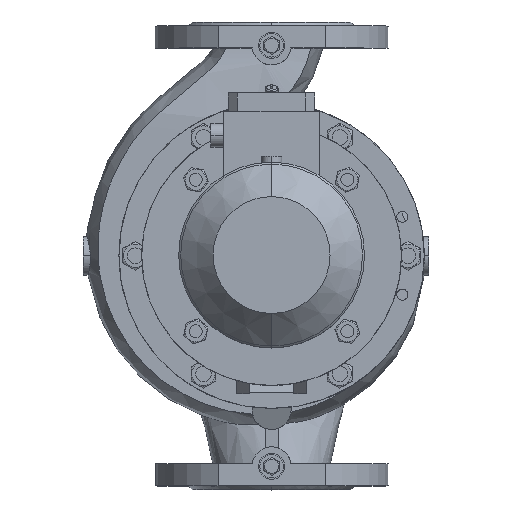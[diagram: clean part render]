
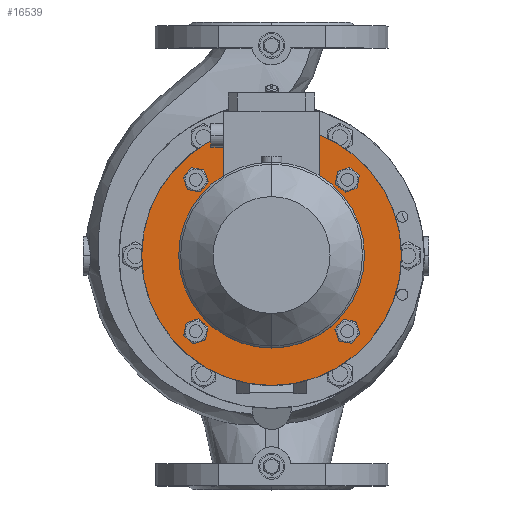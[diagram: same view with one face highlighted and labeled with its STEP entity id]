
A CAD part, top view. The second image highlights one B-rep face of the part: STEP entity #16539.
In plain terms, the highlighted planar face has unit normal (0, 0, 1).
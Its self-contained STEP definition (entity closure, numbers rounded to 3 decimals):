
#660 = AXIS2_PLACEMENT_3D ( 'NONE', #29980, #19349, #6386 ) ;
#893 = CARTESIAN_POINT ( 'NONE',  ( 0., -100., 170. ) ) ;
#1348 = CARTESIAN_POINT ( 'NONE',  ( 58.336, -58.336, 170. ) ) ;
#1882 = EDGE_LOOP ( 'NONE', ( #8463, #31340 ) ) ;
#2536 = AXIS2_PLACEMENT_3D ( 'NONE', #3095, #29346, #18696 ) ;
#2581 = CARTESIAN_POINT ( 'NONE',  ( 56.934, 50.384, 170. ) ) ;
#2631 = DIRECTION ( 'NONE',  ( 0., 0., -1. ) ) ;
#3095 = CARTESIAN_POINT ( 'NONE',  ( 58.336, -58.336, 170. ) ) ;
#3823 = ORIENTED_EDGE ( 'NONE', *, *, #22886, .T. ) ;
#4946 = FACE_OUTER_BOUND ( 'NONE', #29621, .T. ) ;
#5243 = CIRCLE ( 'NONE', #12712, 8.075 ) ;
#5273 = CIRCLE ( 'NONE', #2536, 8.075 ) ;
#5410 = DIRECTION ( 'NONE',  ( 0., 0., -1. ) ) ;
#5468 = ORIENTED_EDGE ( 'NONE', *, *, #25948, .T. ) ;
#5658 = CARTESIAN_POINT ( 'NONE',  ( 58.336, 58.336, 170. ) ) ;
#5926 = AXIS2_PLACEMENT_3D ( 'NONE', #10846, #5410, #21721 ) ;
#6245 = DIRECTION ( 'NONE',  ( 0., 0., -1. ) ) ;
#6386 = DIRECTION ( 'NONE',  ( 0., -1., 0. ) ) ;
#6848 = ORIENTED_EDGE ( 'NONE', *, *, #7273, .T. ) ;
#7253 = PLANE ( 'NONE',  #14709 ) ;
#7273 = EDGE_CURVE ( 'NONE', #13130, #21282, #27768, .T. ) ;
#7361 = DIRECTION ( 'NONE',  ( 0., -1., 0. ) ) ;
#7848 = FACE_BOUND ( 'NONE', #11052, .T. ) ;
#8085 = CIRCLE ( 'NONE', #5926, 8.075 ) ;
#8463 = ORIENTED_EDGE ( 'NONE', *, *, #8616, .T. ) ;
#8616 = EDGE_CURVE ( 'NONE', #33417, #18630, #5273, .T. ) ;
#9112 = DIRECTION ( 'NONE',  ( 0., 0., -1. ) ) ;
#9482 = CARTESIAN_POINT ( 'NONE',  ( -58.336, 58.336, 170. ) ) ;
#9645 = VERTEX_POINT ( 'NONE', #11257 ) ;
#10385 = AXIS2_PLACEMENT_3D ( 'NONE', #14578, #6245, #24776 ) ;
#10503 = DIRECTION ( 'NONE',  ( 0., 1., 0. ) ) ;
#10676 = DIRECTION ( 'NONE',  ( 0., 0., -1. ) ) ;
#10846 = CARTESIAN_POINT ( 'NONE',  ( 58.336, 58.336, 170. ) ) ;
#11052 = EDGE_LOOP ( 'NONE', ( #3823, #29875 ) ) ;
#11103 = VERTEX_POINT ( 'NONE', #22082 ) ;
#11257 = CARTESIAN_POINT ( 'NONE',  ( -59.739, -66.289, 170. ) ) ;
#12301 = EDGE_CURVE ( 'NONE', #33532, #20901, #16321, .T. ) ;
#12468 = DIRECTION ( 'NONE',  ( 0., -1., 0. ) ) ;
#12666 = CARTESIAN_POINT ( 'NONE',  ( -66.289, 59.739, 170. ) ) ;
#12712 = AXIS2_PLACEMENT_3D ( 'NONE', #9482, #25422, #19890 ) ;
#12726 = CARTESIAN_POINT ( 'NONE',  ( 66.289, -59.739, 170. ) ) ;
#12880 = CARTESIAN_POINT ( 'NONE',  ( 59.739, 66.289, 170. ) ) ;
#12930 = VERTEX_POINT ( 'NONE', #12666 ) ;
#13130 = VERTEX_POINT ( 'NONE', #15687 ) ;
#14543 = ORIENTED_EDGE ( 'NONE', *, *, #33396, .T. ) ;
#14578 = CARTESIAN_POINT ( 'NONE',  ( 0., 0., 170. ) ) ;
#14709 = AXIS2_PLACEMENT_3D ( 'NONE', #23346, #15590, #12468 ) ;
#14720 = DIRECTION ( 'NONE',  ( 0., 0., -1. ) ) ;
#15049 = CARTESIAN_POINT ( 'NONE',  ( 0., 0., 170. ) ) ;
#15118 = CARTESIAN_POINT ( 'NONE',  ( -58.336, 58.336, 170. ) ) ;
#15590 = DIRECTION ( 'NONE',  ( 0., 0., 1. ) ) ;
#15606 = ORIENTED_EDGE ( 'NONE', *, *, #17416, .F. ) ;
#15687 = CARTESIAN_POINT ( 'NONE',  ( 0., 70., 170. ) ) ;
#16321 = CIRCLE ( 'NONE', #10385, 100. ) ;
#16401 = EDGE_CURVE ( 'NONE', #12930, #29609, #5243, .T. ) ;
#16539 = ADVANCED_FACE ( 'NONE', ( #19006, #24421, #7848, #21100, #26038, #4946 ), #7253, .T. ) ;
#17271 = AXIS2_PLACEMENT_3D ( 'NONE', #15118, #18217, #7361 ) ;
#17416 = EDGE_CURVE ( 'NONE', #20901, #33532, #30136, .T. ) ;
#18217 = DIRECTION ( 'NONE',  ( 0., 0., -1. ) ) ;
#18630 = VERTEX_POINT ( 'NONE', #12726 ) ;
#18695 = CIRCLE ( 'NONE', #660, 8.075 ) ;
#18696 = DIRECTION ( 'NONE',  ( 0., -1., 0. ) ) ;
#18789 = CARTESIAN_POINT ( 'NONE',  ( 50.384, -56.934, 170. ) ) ;
#19006 = FACE_BOUND ( 'NONE', #26165, .T. ) ;
#19110 = CIRCLE ( 'NONE', #17271, 8.075 ) ;
#19349 = DIRECTION ( 'NONE',  ( 0., 0., -1. ) ) ;
#19751 = ORIENTED_EDGE ( 'NONE', *, *, #16401, .T. ) ;
#19819 = AXIS2_PLACEMENT_3D ( 'NONE', #15049, #14720, #25246 ) ;
#19890 = DIRECTION ( 'NONE',  ( 0., -1., 0. ) ) ;
#19926 = DIRECTION ( 'NONE',  ( 0., 0., -1. ) ) ;
#19930 = CIRCLE ( 'NONE', #34332, 70. ) ;
#20901 = VERTEX_POINT ( 'NONE', #33658 ) ;
#21100 = FACE_BOUND ( 'NONE', #34004, .T. ) ;
#21282 = VERTEX_POINT ( 'NONE', #24895 ) ;
#21721 = DIRECTION ( 'NONE',  ( 0., -1., 0. ) ) ;
#22082 = CARTESIAN_POINT ( 'NONE',  ( -56.934, -50.384, 170. ) ) ;
#22609 = EDGE_CURVE ( 'NONE', #9645, #11103, #28635, .T. ) ;
#22886 = EDGE_CURVE ( 'NONE', #11103, #9645, #18695, .T. ) ;
#22989 = EDGE_CURVE ( 'NONE', #21282, #13130, #19930, .T. ) ;
#23346 = CARTESIAN_POINT ( 'NONE',  ( 0., 100., 170. ) ) ;
#23717 = AXIS2_PLACEMENT_3D ( 'NONE', #5658, #32121, #26701 ) ;
#23809 = ORIENTED_EDGE ( 'NONE', *, *, #22989, .T. ) ;
#24155 = CARTESIAN_POINT ( 'NONE',  ( -50.384, 56.934, 170. ) ) ;
#24421 = FACE_BOUND ( 'NONE', #1882, .T. ) ;
#24542 = VERTEX_POINT ( 'NONE', #12880 ) ;
#24776 = DIRECTION ( 'NONE',  ( 0., 1., 0. ) ) ;
#24895 = CARTESIAN_POINT ( 'NONE',  ( 0., -70., 170. ) ) ;
#25246 = DIRECTION ( 'NONE',  ( 0., 1., 0. ) ) ;
#25248 = CARTESIAN_POINT ( 'NONE',  ( 0., 0., 170. ) ) ;
#25422 = DIRECTION ( 'NONE',  ( 0., 0., -1. ) ) ;
#25520 = EDGE_CURVE ( 'NONE', #30964, #24542, #29896, .T. ) ;
#25948 = EDGE_CURVE ( 'NONE', #29609, #12930, #19110, .T. ) ;
#26038 = FACE_BOUND ( 'NONE', #30242, .T. ) ;
#26127 = AXIS2_PLACEMENT_3D ( 'NONE', #33324, #10676, #26680 ) ;
#26165 = EDGE_LOOP ( 'NONE', ( #28156, #14543 ) ) ;
#26680 = DIRECTION ( 'NONE',  ( 0., -1., 0. ) ) ;
#26701 = DIRECTION ( 'NONE',  ( 0., -1., 0. ) ) ;
#27768 = CIRCLE ( 'NONE', #19819, 70. ) ;
#28156 = ORIENTED_EDGE ( 'NONE', *, *, #25520, .T. ) ;
#28635 = CIRCLE ( 'NONE', #26127, 8.075 ) ;
#29197 = EDGE_CURVE ( 'NONE', #18630, #33417, #29667, .T. ) ;
#29207 = ORIENTED_EDGE ( 'NONE', *, *, #12301, .F. ) ;
#29346 = DIRECTION ( 'NONE',  ( 0., 0., -1. ) ) ;
#29609 = VERTEX_POINT ( 'NONE', #24155 ) ;
#29621 = EDGE_LOOP ( 'NONE', ( #15606, #29207 ) ) ;
#29667 = CIRCLE ( 'NONE', #32841, 8.075 ) ;
#29875 = ORIENTED_EDGE ( 'NONE', *, *, #22609, .T. ) ;
#29896 = CIRCLE ( 'NONE', #23717, 8.075 ) ;
#29980 = CARTESIAN_POINT ( 'NONE',  ( -58.336, -58.336, 170. ) ) ;
#30136 = CIRCLE ( 'NONE', #30255, 100. ) ;
#30242 = EDGE_LOOP ( 'NONE', ( #6848, #23809 ) ) ;
#30255 = AXIS2_PLACEMENT_3D ( 'NONE', #30637, #2631, #10503 ) ;
#30476 = DIRECTION ( 'NONE',  ( 0., -1., 0. ) ) ;
#30637 = CARTESIAN_POINT ( 'NONE',  ( 0., 0., 170. ) ) ;
#30964 = VERTEX_POINT ( 'NONE', #2581 ) ;
#31340 = ORIENTED_EDGE ( 'NONE', *, *, #29197, .T. ) ;
#32121 = DIRECTION ( 'NONE',  ( 0., 0., -1. ) ) ;
#32841 = AXIS2_PLACEMENT_3D ( 'NONE', #1348, #9112, #30476 ) ;
#33190 = DIRECTION ( 'NONE',  ( 0., 1., 0. ) ) ;
#33324 = CARTESIAN_POINT ( 'NONE',  ( -58.336, -58.336, 170. ) ) ;
#33396 = EDGE_CURVE ( 'NONE', #24542, #30964, #8085, .T. ) ;
#33417 = VERTEX_POINT ( 'NONE', #18789 ) ;
#33532 = VERTEX_POINT ( 'NONE', #893 ) ;
#33658 = CARTESIAN_POINT ( 'NONE',  ( 0., 100., 170. ) ) ;
#34004 = EDGE_LOOP ( 'NONE', ( #5468, #19751 ) ) ;
#34332 = AXIS2_PLACEMENT_3D ( 'NONE', #25248, #19926, #33190 ) ;
